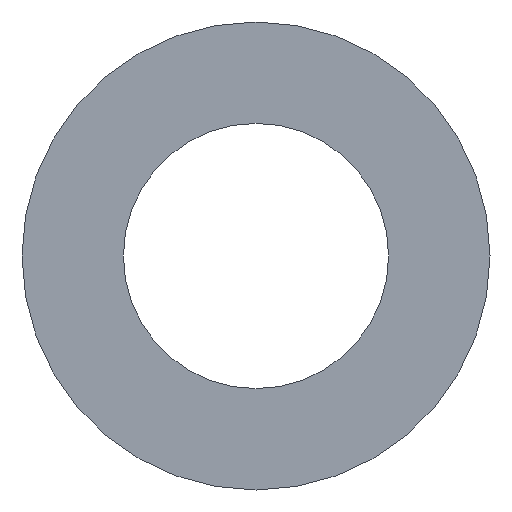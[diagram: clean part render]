
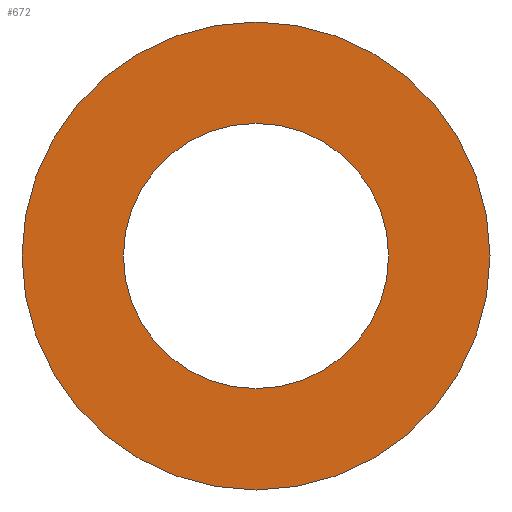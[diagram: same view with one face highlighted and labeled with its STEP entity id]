
A CAD part, front view. The second image highlights one B-rep face of the part: STEP entity #672.
In plain terms, the highlighted planar face has unit normal (0, -1, 0).
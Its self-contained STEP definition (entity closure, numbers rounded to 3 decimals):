
#73 = EDGE_CURVE ( 'NONE', #1029, #1359, #965, .T. ) ;
#82 = CIRCLE ( 'NONE', #854, 15. ) ;
#119 = DIRECTION ( 'NONE',  ( 0., 0., 1. ) ) ;
#144 = DIRECTION ( 'NONE',  ( 0., 0., 1. ) ) ;
#201 = AXIS2_PLACEMENT_3D ( 'NONE', #775, #259, #675 ) ;
#215 = ORIENTED_EDGE ( 'NONE', *, *, #1222, .T. ) ;
#248 = CARTESIAN_POINT ( 'NONE',  ( 0., 0., 0. ) ) ;
#259 = DIRECTION ( 'NONE',  ( 0., 1., 0. ) ) ;
#271 = CIRCLE ( 'NONE', #201, 8.5 ) ;
#337 = CARTESIAN_POINT ( 'NONE',  ( 0., 0., 0. ) ) ;
#350 = FACE_OUTER_BOUND ( 'NONE', #978, .T. ) ;
#375 = VERTEX_POINT ( 'NONE', #795 ) ;
#384 = ORIENTED_EDGE ( 'NONE', *, *, #496, .T. ) ;
#463 = FACE_BOUND ( 'NONE', #1185, .T. ) ;
#496 = EDGE_CURVE ( 'NONE', #375, #1164, #764, .T. ) ;
#506 = CARTESIAN_POINT ( 'NONE',  ( 0., 0., 15. ) ) ;
#542 = DIRECTION ( 'NONE',  ( 0., 0., 1. ) ) ;
#587 = ORIENTED_EDGE ( 'NONE', *, *, #73, .F. ) ;
#632 = DIRECTION ( 'NONE',  ( 0., 0., 1. ) ) ;
#634 = DIRECTION ( 'NONE',  ( 0., 1., 0. ) ) ;
#672 = ADVANCED_FACE ( 'NONE', ( #350, #463 ), #1174, .F. ) ;
#675 = DIRECTION ( 'NONE',  ( 0., 0., 1. ) ) ;
#698 = EDGE_CURVE ( 'NONE', #1359, #1029, #82, .T. ) ;
#764 = CIRCLE ( 'NONE', #810, 8.5 ) ;
#775 = CARTESIAN_POINT ( 'NONE',  ( 0., 0., 0. ) ) ;
#784 = AXIS2_PLACEMENT_3D ( 'NONE', #952, #857, #632 ) ;
#795 = CARTESIAN_POINT ( 'NONE',  ( 0., 0., -8.5 ) ) ;
#810 = AXIS2_PLACEMENT_3D ( 'NONE', #337, #824, #119 ) ;
#824 = DIRECTION ( 'NONE',  ( 0., 1., 0. ) ) ;
#854 = AXIS2_PLACEMENT_3D ( 'NONE', #248, #957, #144 ) ;
#857 = DIRECTION ( 'NONE',  ( 0., 1., 0. ) ) ;
#864 = ORIENTED_EDGE ( 'NONE', *, *, #698, .F. ) ;
#875 = CARTESIAN_POINT ( 'NONE',  ( 0., 0., 0. ) ) ;
#919 = AXIS2_PLACEMENT_3D ( 'NONE', #875, #634, #542 ) ;
#952 = CARTESIAN_POINT ( 'NONE',  ( 0., 0., 0. ) ) ;
#957 = DIRECTION ( 'NONE',  ( 0., 1., 0. ) ) ;
#963 = CARTESIAN_POINT ( 'NONE',  ( 0., 0., 8.5 ) ) ;
#965 = CIRCLE ( 'NONE', #784, 15. ) ;
#978 = EDGE_LOOP ( 'NONE', ( #587, #864 ) ) ;
#1029 = VERTEX_POINT ( 'NONE', #1030 ) ;
#1030 = CARTESIAN_POINT ( 'NONE',  ( 0., 0., -15. ) ) ;
#1164 = VERTEX_POINT ( 'NONE', #963 ) ;
#1174 = PLANE ( 'NONE',  #919 ) ;
#1185 = EDGE_LOOP ( 'NONE', ( #384, #215 ) ) ;
#1222 = EDGE_CURVE ( 'NONE', #1164, #375, #271, .T. ) ;
#1359 = VERTEX_POINT ( 'NONE', #506 ) ;
